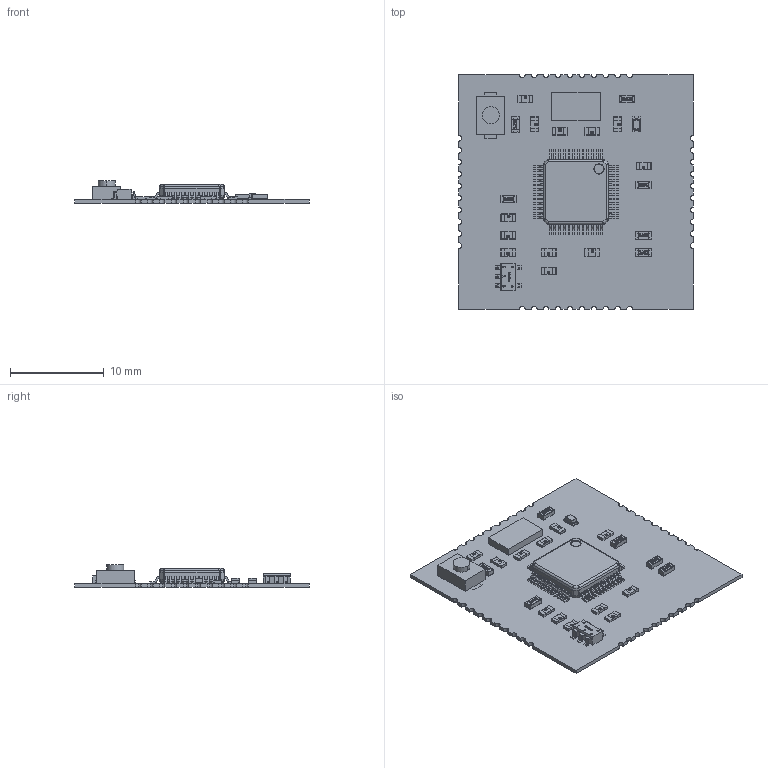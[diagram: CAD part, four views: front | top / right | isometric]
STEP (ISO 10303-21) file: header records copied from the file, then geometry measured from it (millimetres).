
FILE_DESCRIPTION(('Open CASCADE Model'),'2;1');
FILE_NAME('Open CASCADE Shape Model','2020-02-13T12:04:22',('Author'),( 'Open CASCADE'),'Open CASCADE STEP processor 6.8','Open CASCADE 6.8' ,'Unknown');
FILE_SCHEMA(('AUTOMOTIVE_DESIGN { 1 0 10303 214 1 1 1 1 }'));
Length unit declared in the file: millimetre
Products named in the file (40): PCB; Board; C9; User_Library-0603_SMD_Capacitor; Y1; 6157309248; Extruded; U2; QFP48P50_900X900X160L60X19N; U1; 5879648064; User_Library-SOT23-5_SOT23-5_Connector_Default; User_Library-SOT23-5_SOT23-5_Body_Default; RESET; SW; R6; User_Library-RES_1609-0603; R5; R4; R3; R2; R1; D1; User_Library-LED_0603_R; User_Library-LED_0603_R_Pocket002; User_Library-LED_0603_R_Pad004; User_Library-LED_0603_R_Fillet; User_Library-LED_0603_R_Pocket001; User_Library-LED_0603_R_Pad; C12; C11; C10; C8; C7; C6; C5; C4; C3; C2; C1
Assembly tree (59 placements, depth 4):
  PCB
    Board
    C9
      User_Library-0603_SMD_Capacitor
    Y1
      6157309248
        Extruded
    U2
      QFP48P50_900X900X160L60X19N
    U1
      5879648064
        User_Library-SOT23-5_SOT23-5_Connector_Default  x5
        User_Library-SOT23-5_SOT23-5_Body_Default
    RESET
      SW
    R6
      User_Library-RES_1609-0603
    R5
      User_Library-RES_1609-0603
    R4
      User_Library-RES_1609-0603
    R3
      User_Library-RES_1609-0603
    R2
      User_Library-RES_1609-0603
    R1
      User_Library-RES_1609-0603
    D1
      User_Library-LED_0603_R
        User_Library-LED_0603_R_Pocket002
        User_Library-LED_0603_R_Pad004
        User_Library-LED_0603_R_Fillet
        User_Library-LED_0603_R_Pocket001
        User_Library-LED_0603_R_Pad
    C12
      User_Library-0603_SMD_Capacitor
    C11
      User_Library-0603_SMD_Capacitor
    C10
      User_Library-0603_SMD_Capacitor
    C8
      User_Library-0603_SMD_Capacitor
    C7
      User_Library-0603_SMD_Capacitor
    C6
      User_Library-0603_SMD_Capacitor
    C5
      User_Library-0603_SMD_Capacitor
    C4
      User_Library-0603_SMD_Capacitor
    C3
      User_Library-0603_SMD_Capacitor
    C2
      User_Library-0603_SMD_Capacitor
    C1
      User_Library-0603_SMD_Capacitor
Bounding box: 25 x 25 x 2.41 mm (x, y, z)
Volume: 376.8 mm3; surface area: 1706 mm2
Topology: 98 solids, 99 shells, 2823 faces, 7087 edges, 4468 vertices
Faces by surface type: plane 1351, bspline 793, cylinder 565, sphere 112, torus 2
Entity records: 60930 total; most frequent: CARTESIAN_POINT 20801, ORIENTED_EDGE 6692, DIRECTION 6007, EDGE_CURVE 3347, LINE 2363, VECTOR 2363, VERTEX_POINT 2196, AXIS2_PLACEMENT_3D 1822
